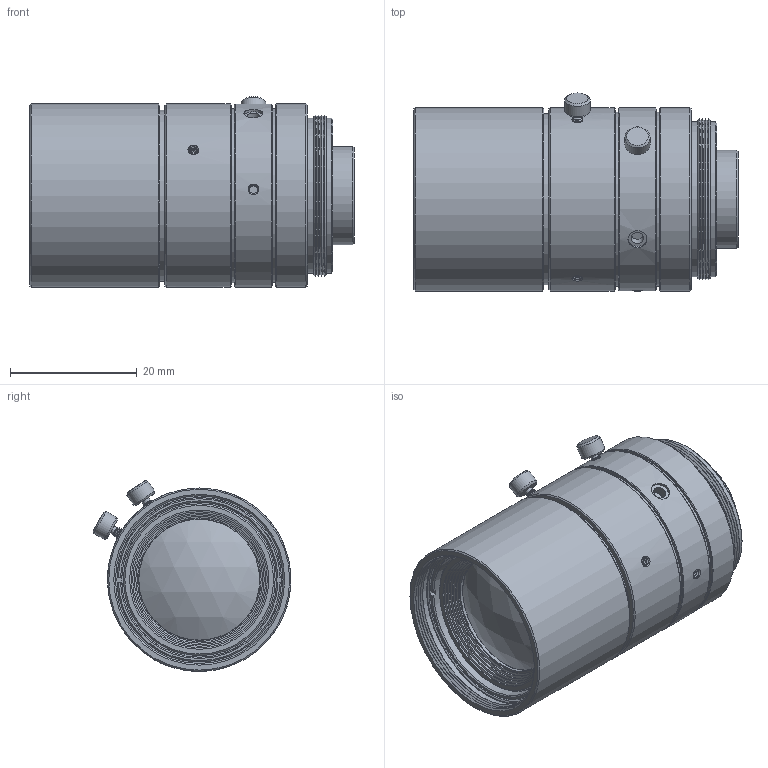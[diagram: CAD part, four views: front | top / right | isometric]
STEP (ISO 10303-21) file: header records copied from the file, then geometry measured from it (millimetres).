
FILE_DESCRIPTION(/* description */ (''),/* implementation_level */ '2;1');
FILE_NAME(/* name */ 'SASF-C-HD-F12-M27_3D-CAD.stp',/* time_stamp */ '2021-10-07T11:38:27-04:00',/* author */ ('us0alz'),/* organization */ (''),/* preprocessor_version */ 'ST-DEVELOPER v17',/* originating_system */ 'Autodesk Inventor 2019',/* authorisation */ '');
FILE_SCHEMA (('AUTOMOTIVE_DESIGN { 1 0 10303 214 3 1 1 }'));
Length unit declared in the file: millimetre
Products named in the file (1): SASF-C-HD-F12-M27_3D-CAD
Bounding box: 51.27 x 31.28 x 30.17 mm (x, y, z)
Volume: 26717.6 mm3; surface area: 10820 mm2
Topology: 1 solids, 11 shells, 308 faces, 830 edges, 559 vertices
Faces by surface type: cone 172, plane 76, cylinder 58, sphere 2
Full cylindrical faces by diameter (mm): 1.3 x2, 2 x1, 3 x1, 4 x2, 10.3 x1, 13.25 x1, 14.5 x1, 15.5 x1, 19.2 x1, 21.5 x1, 22.5 x1, 24.5 x4, 25.5 x1, 26 x1, 26.5 x1, 27 x1, 27.25 x1, 27.5 x3, 28 x2, 29 x4
Entity records: 10525 total; most frequent: CARTESIAN_POINT 2260, DIRECTION 1897, ORIENTED_EDGE 1660, EDGE_CURVE 830, AXIS2_PLACEMENT_3D 792, VERTEX_POINT 559, CIRCLE 483, EDGE_LOOP 351
